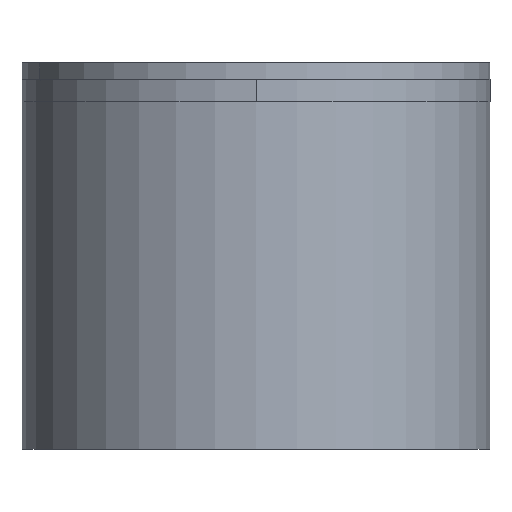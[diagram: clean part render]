
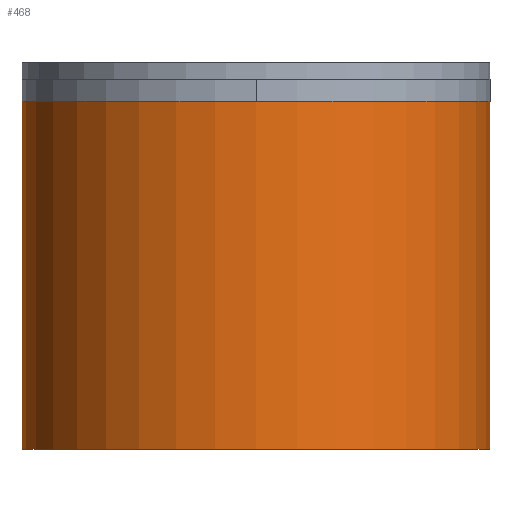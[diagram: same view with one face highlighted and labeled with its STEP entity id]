
A CAD part, front view. The second image highlights one B-rep face of the part: STEP entity #468.
In plain terms, the highlighted cylindrical face has radius 21.2 mm (diameter 42.4 mm), a partial arc.
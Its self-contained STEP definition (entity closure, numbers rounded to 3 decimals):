
#26 = VERTEX_POINT ( 'NONE', #192 ) ;
#48 = EDGE_CURVE ( 'NONE', #834, #26, #1113, .T. ) ;
#99 = CARTESIAN_POINT ( 'NONE',  ( 0., 0., 31.5 ) ) ;
#122 = DIRECTION ( 'NONE',  ( 0., 0., -1. ) ) ;
#135 = VERTEX_POINT ( 'NONE', #702 ) ;
#150 = VERTEX_POINT ( 'NONE', #893 ) ;
#163 = CARTESIAN_POINT ( 'NONE',  ( 0., 0., 31.5 ) ) ;
#178 = EDGE_CURVE ( 'NONE', #834, #150, #209, .T. ) ;
#192 = CARTESIAN_POINT ( 'NONE',  ( 21.2, 0., 31.5 ) ) ;
#209 = LINE ( 'NONE', #723, #445 ) ;
#241 = DIRECTION ( 'NONE',  ( -1., 0., 0. ) ) ;
#266 = CARTESIAN_POINT ( 'NONE',  ( -21.2, 0., 31.5 ) ) ;
#364 = DIRECTION ( 'NONE',  ( 0., 0., 1. ) ) ;
#368 = LINE ( 'NONE', #909, #698 ) ;
#445 = VECTOR ( 'NONE', #719, 1000. ) ;
#464 = CIRCLE ( 'NONE', #602, 21.2 ) ;
#468 = ADVANCED_FACE ( 'NONE', ( #489 ), #585, .T. ) ;
#489 = FACE_OUTER_BOUND ( 'NONE', #664, .T. ) ;
#495 = AXIS2_PLACEMENT_3D ( 'NONE', #99, #364, #780 ) ;
#510 = AXIS2_PLACEMENT_3D ( 'NONE', #163, #756, #241 ) ;
#523 = CARTESIAN_POINT ( 'NONE',  ( 0., 0., 0. ) ) ;
#585 = CYLINDRICAL_SURFACE ( 'NONE', #510, 21.2 ) ;
#602 = AXIS2_PLACEMENT_3D ( 'NONE', #523, #894, #1066 ) ;
#618 = ORIENTED_EDGE ( 'NONE', *, *, #677, .T. ) ;
#664 = EDGE_LOOP ( 'NONE', ( #936, #777, #836, #618 ) ) ;
#677 = EDGE_CURVE ( 'NONE', #150, #135, #464, .T. ) ;
#698 = VECTOR ( 'NONE', #122, 1000. ) ;
#702 = CARTESIAN_POINT ( 'NONE',  ( 21.2, 0., 0. ) ) ;
#719 = DIRECTION ( 'NONE',  ( 0., 0., -1. ) ) ;
#723 = CARTESIAN_POINT ( 'NONE',  ( -21.2, 0., 31.5 ) ) ;
#756 = DIRECTION ( 'NONE',  ( 0., 0., -1. ) ) ;
#777 = ORIENTED_EDGE ( 'NONE', *, *, #48, .F. ) ;
#780 = DIRECTION ( 'NONE',  ( 1., 0., 0. ) ) ;
#834 = VERTEX_POINT ( 'NONE', #266 ) ;
#836 = ORIENTED_EDGE ( 'NONE', *, *, #178, .T. ) ;
#893 = CARTESIAN_POINT ( 'NONE',  ( -21.2, 0., 0. ) ) ;
#894 = DIRECTION ( 'NONE',  ( 0., 0., 1. ) ) ;
#909 = CARTESIAN_POINT ( 'NONE',  ( 21.2, 0., 31.5 ) ) ;
#936 = ORIENTED_EDGE ( 'NONE', *, *, #1105, .F. ) ;
#1066 = DIRECTION ( 'NONE',  ( 1., 0., 0. ) ) ;
#1105 = EDGE_CURVE ( 'NONE', #26, #135, #368, .T. ) ;
#1113 = CIRCLE ( 'NONE', #495, 21.2 ) ;
